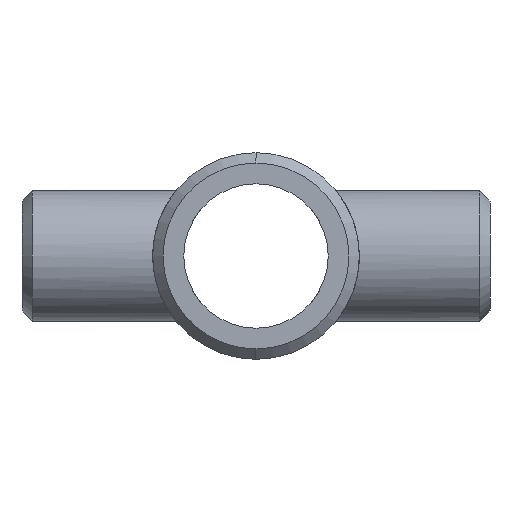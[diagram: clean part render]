
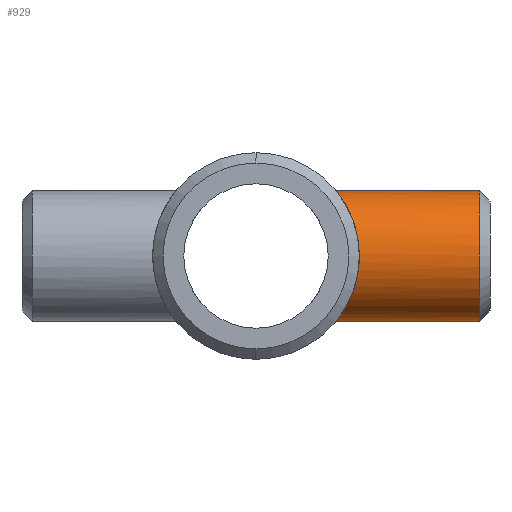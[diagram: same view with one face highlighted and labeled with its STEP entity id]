
A CAD part, left-side view. The second image highlights one B-rep face of the part: STEP entity #929.
In plain terms, the highlighted cylindrical face has radius 13.335 mm (diameter 26.67 mm), a partial arc.
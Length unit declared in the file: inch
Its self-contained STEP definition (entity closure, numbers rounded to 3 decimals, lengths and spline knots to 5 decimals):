
#16 = CARTESIAN_POINT ( 'NONE',  ( 0., -0.64286, 0.525 ) ) ;
#30 = CARTESIAN_POINT ( 'NONE',  ( -0.39359, -0.75373, 0.34784 ) ) ;
#33 = CARTESIAN_POINT ( 'NONE',  ( -0.49677, -0.81237, 0.17335 ) ) ;
#44 = CARTESIAN_POINT ( 'NONE',  ( -0.13908, -0.65754, 0.50654 ) ) ;
#48 = EDGE_CURVE ( 'NONE', #1062, #1029, #1077, .T. ) ;
#58 = CIRCLE ( 'NONE', #918, 0.525 ) ;
#66 = CARTESIAN_POINT ( 'NONE',  ( 0., -0.64286, -0.525 ) ) ;
#74 = ORIENTED_EDGE ( 'NONE', *, *, #272, .T. ) ;
#109 = CARTESIAN_POINT ( 'NONE',  ( 0., -0.64286, 0.525 ) ) ;
#114 = CARTESIAN_POINT ( 'NONE',  ( -0.49638, -0.81219, -0.17186 ) ) ;
#118 = CARTESIAN_POINT ( 'NONE',  ( -0.32088, -0.71805, 0.41687 ) ) ;
#123 = VERTEX_POINT ( 'NONE', #132 ) ;
#132 = CARTESIAN_POINT ( 'NONE',  ( 0., -1.79667, 0.525 ) ) ;
#151 = CARTESIAN_POINT ( 'NONE',  ( 0., -0.64286, -0.525 ) ) ;
#172 = DIRECTION ( 'NONE',  ( 0., 1., 0. ) ) ;
#181 = LINE ( 'NONE', #1023, #718 ) ;
#185 = CARTESIAN_POINT ( 'NONE',  ( -0.26538, -0.69503, 0.45422 ) ) ;
#190 = CARTESIAN_POINT ( 'NONE',  ( -0.18823, -0.66969, 0.49039 ) ) ;
#197 = AXIS2_PLACEMENT_3D ( 'NONE', #668, #924, #819 ) ;
#205 = CARTESIAN_POINT ( 'NONE',  ( -0.3946, -0.75403, -0.34791 ) ) ;
#217 = CARTESIAN_POINT ( 'NONE',  ( -0.07164, -0.64596, -0.52126 ) ) ;
#220 = CYLINDRICAL_SURFACE ( 'NONE', #197, 0.525 ) ;
#226 = DIRECTION ( 'NONE',  ( 0., 1., 0. ) ) ;
#243 = ORIENTED_EDGE ( 'NONE', *, *, #441, .T. ) ;
#272 = EDGE_CURVE ( 'NONE', #123, #1058, #181, .T. ) ;
#276 = CARTESIAN_POINT ( 'NONE',  ( -0.52401, -0.82937, 0.03672 ) ) ;
#282 = CARTESIAN_POINT ( 'NONE',  ( -0.49044, -0.80857, -0.18812 ) ) ;
#284 = ORIENTED_EDGE ( 'NONE', *, *, #1004, .T. ) ;
#289 = CARTESIAN_POINT ( 'NONE',  ( -0.44435, -0.78145, -0.28012 ) ) ;
#311 = CARTESIAN_POINT ( 'NONE',  ( -0.23647, -0.68431, -0.46999 ) ) ;
#313 = EDGE_LOOP ( 'NONE', ( #284, #74, #243, #545 ) ) ;
#319 = CARTESIAN_POINT ( 'NONE',  ( 0., -1.88, -0.525 ) ) ;
#363 = CARTESIAN_POINT ( 'NONE',  ( -0.41493, -0.76509, 0.32208 ) ) ;
#367 = CARTESIAN_POINT ( 'NONE',  ( -0.03557, -0.64286, 0.525 ) ) ;
#373 = CARTESIAN_POINT ( 'NONE',  ( -0.52035, -0.82707, 0.0719 ) ) ;
#381 = CARTESIAN_POINT ( 'NONE',  ( -0.52507, -0.83004, -0.03445 ) ) ;
#407 = FACE_OUTER_BOUND ( 'NONE', #313, .T. ) ;
#427 = VECTOR ( 'NONE', #488, 39.37008 ) ;
#441 = EDGE_CURVE ( 'NONE', #1058, #1029, #500, .T. ) ;
#448 = CARTESIAN_POINT ( 'NONE',  ( -0.17214, -0.66532, 0.49628 ) ) ;
#457 = CARTESIAN_POINT ( 'NONE',  ( -0.45321, -0.7864, 0.26712 ) ) ;
#488 = DIRECTION ( 'NONE',  ( 0., 1., 0. ) ) ;
#500 = B_SPLINE_CURVE_WITH_KNOTS ( 'NONE', 3,
 ( #109, #367, #886, #961, #44, #448, #190, #794, #185, #118, #528, #977, #30, #363, #706, #457, #1048, #33, #1044, #624, #373, #276, #875, #381, #538, #727, #711, #114, #282, #544, #1057, #719, #289, #633, #205, #549, #894, #1061, #1080, #903, #311, #989, #557, #217, #899, #66 ),
 .UNSPECIFIED., .F., .F.,
 ( 4, 2, 2, 2, 2, 2, 2, 2, 2, 2, 2, 2, 2, 2, 2, 2, 2, 2, 2, 2, 2, 2, 4 ),
 ( 0.0429, 0.04558, 0.04692, 0.04825, 0.05093, 0.0536, 0.05494, 0.05628, 0.05895, 0.06162, 0.06296, 0.0643, 0.06697, 0.06831, 0.06965, 0.07098, 0.07232, 0.07499, 0.07633, 0.07767, 0.08034, 0.08302, 0.08569 ),
 .UNSPECIFIED. ) ;
#528 = CARTESIAN_POINT ( 'NONE',  ( -0.34657, -0.73004, 0.39578 ) ) ;
#538 = CARTESIAN_POINT ( 'NONE',  ( -0.52158, -0.82782, -0.06946 ) ) ;
#544 = CARTESIAN_POINT ( 'NONE',  ( -0.47707, -0.80052, -0.21984 ) ) ;
#545 = ORIENTED_EDGE ( 'NONE', *, *, #48, .F. ) ;
#549 = CARTESIAN_POINT ( 'NONE',  ( -0.35901, -0.73625, -0.38343 ) ) ;
#557 = CARTESIAN_POINT ( 'NONE',  ( -0.14012, -0.65709, -0.50716 ) ) ;
#624 = CARTESIAN_POINT ( 'NONE',  ( -0.51766, -0.82537, 0.08921 ) ) ;
#633 = CARTESIAN_POINT ( 'NONE',  ( -0.41592, -0.76552, -0.32215 ) ) ;
#668 = CARTESIAN_POINT ( 'NONE',  ( 0., -1.88, 0. ) ) ;
#706 = CARTESIAN_POINT ( 'NONE',  ( -0.42497, -0.77059, 0.30872 ) ) ;
#711 = CARTESIAN_POINT ( 'NONE',  ( -0.50671, -0.81854, -0.13849 ) ) ;
#718 = VECTOR ( 'NONE', #172, 39.37008 ) ;
#719 = CARTESIAN_POINT ( 'NONE',  ( -0.45327, -0.78656, -0.26546 ) ) ;
#727 = CARTESIAN_POINT ( 'NONE',  ( -0.5111, -0.82128, -0.12127 ) ) ;
#794 = CARTESIAN_POINT ( 'NONE',  ( -0.23534, -0.68393, 0.47053 ) ) ;
#819 = DIRECTION ( 'NONE',  ( 0., 0., -1. ) ) ;
#875 = CARTESIAN_POINT ( 'NONE',  ( -0.52496, -0.82998, 0.01875 ) ) ;
#886 = CARTESIAN_POINT ( 'NONE',  ( -0.0705, -0.64583, 0.52142 ) ) ;
#894 = CARTESIAN_POINT ( 'NONE',  ( -0.34651, -0.73022, -0.39476 ) ) ;
#899 = CARTESIAN_POINT ( 'NONE',  ( -0.03572, -0.64286, -0.525 ) ) ;
#903 = CARTESIAN_POINT ( 'NONE',  ( -0.26593, -0.69524, -0.45389 ) ) ;
#918 = AXIS2_PLACEMENT_3D ( 'NONE', #1081, #226, #927 ) ;
#924 = DIRECTION ( 'NONE',  ( 0., 1., 0. ) ) ;
#927 = DIRECTION ( 'NONE',  ( 0., 0., -1. ) ) ;
#929 = ADVANCED_FACE ( 'NONE', ( #407 ), #220, .T. ) ;
#954 = CARTESIAN_POINT ( 'NONE',  ( 0., -1.79667, -0.525 ) ) ;
#961 = CARTESIAN_POINT ( 'NONE',  ( -0.12201, -0.65412, 0.51093 ) ) ;
#977 = CARTESIAN_POINT ( 'NONE',  ( -0.38223, -0.74784, 0.36029 ) ) ;
#989 = CARTESIAN_POINT ( 'NONE',  ( -0.17305, -0.66506, -0.49686 ) ) ;
#1004 = EDGE_CURVE ( 'NONE', #1062, #123, #58, .T. ) ;
#1023 = CARTESIAN_POINT ( 'NONE',  ( 0., -1.88, 0.525 ) ) ;
#1029 = VERTEX_POINT ( 'NONE', #151 ) ;
#1044 = CARTESIAN_POINT ( 'NONE',  ( -0.50709, -0.81877, 0.14033 ) ) ;
#1048 = CARTESIAN_POINT ( 'NONE',  ( -0.46958, -0.79603, 0.23734 ) ) ;
#1057 = CARTESIAN_POINT ( 'NONE',  ( -0.46963, -0.7961, -0.23531 ) ) ;
#1058 = VERTEX_POINT ( 'NONE', #16 ) ;
#1061 = CARTESIAN_POINT ( 'NONE',  ( -0.32072, -0.71833, -0.41598 ) ) ;
#1062 = VERTEX_POINT ( 'NONE', #954 ) ;
#1077 = LINE ( 'NONE', #319, #427 ) ;
#1080 = CARTESIAN_POINT ( 'NONE',  ( -0.30737, -0.71246, -0.42594 ) ) ;
#1081 = CARTESIAN_POINT ( 'NONE',  ( 0., -1.79667, 0. ) ) ;
